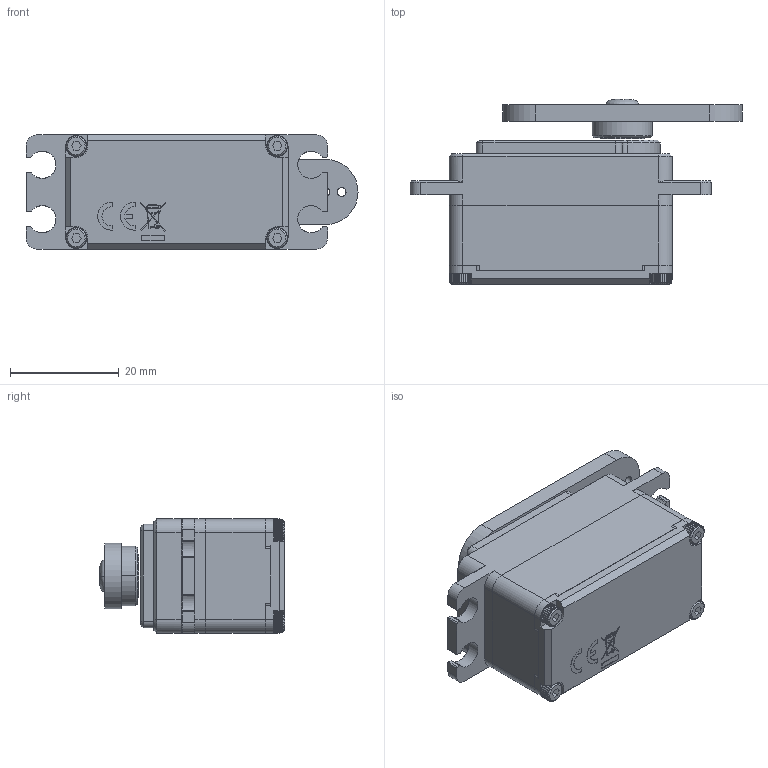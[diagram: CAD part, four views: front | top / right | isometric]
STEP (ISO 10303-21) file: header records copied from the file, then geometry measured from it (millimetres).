
FILE_DESCRIPTION((''),'2;1');
FILE_NAME('ASM0001_ASM','2019-05-10T',('±è»ó¹Î'),(''),'CREO PARAMETRIC BY PTC INC, 2016050','CREO PARAMETRIC BY PTC INC, 2016050','');
FILE_SCHEMA(('CONFIG_CONTROL_DESIGN'));
Products named in the file (10): DB777T_AL6061_120101010134_1; DB777M_AL6061_120101020118_1; DB777L_AL6061_120101030126_1; 12XXX_SUS_HSH_M2XL8_1; 120217000084_HD-IM25_1; 120208000024_11X8X3_METAL_RING_; TW_6_5X3_2_SUS_120204000048_1; CBH_M3XL5_SUS_120201000113_1; DB777WP_ASM_1_ASM; ASM0001_ASM
Assembly tree (12 placements, depth 3):
  ASM0001_ASM
    DB777WP_ASM_1_ASM
      DB777T_AL6061_120101010134_1
      DB777M_AL6061_120101020118_1
      DB777L_AL6061_120101030126_1
      12XXX_SUS_HSH_M2XL8_1  x4
      120217000084_HD-IM25_1
      120208000024_11X8X3_METAL_RING_
      TW_6_5X3_2_SUS_120204000048_1
      CBH_M3XL5_SUS_120201000113_1
Bounding box: 61 x 34 x 21 mm (x, y, z)
Volume: 22799.2 mm3; surface area: 12361.6 mm2
Topology: 11 solids, 15 shells, 1843 faces, 5347 edges, 3556 vertices
Faces by surface type: plane 1156, cylinder 483, cone 118, bspline 46, torus 38, revolution 2
Entity records: 61158 total; most frequent: CARTESIAN_POINT 14374, ORIENTED_EDGE 8018, DIRECTION 7428, EDGE_CURVE 4009, PRESENTATION_STYLE_ASSIGNMENT 2937, STYLED_ITEM 2937, VECTOR 2918, LINE 2918
